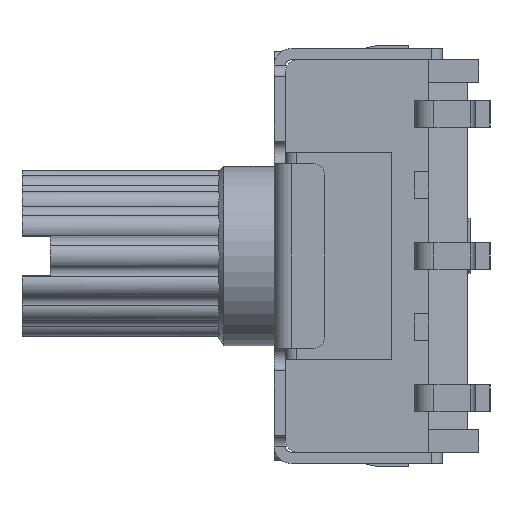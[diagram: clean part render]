
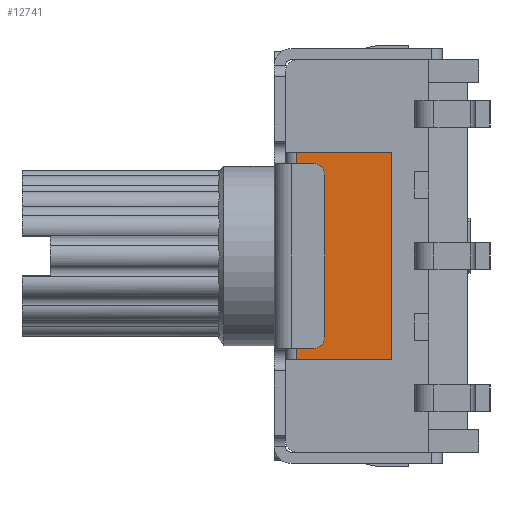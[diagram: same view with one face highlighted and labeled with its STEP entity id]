
A CAD part, left-side view. The second image highlights one B-rep face of the part: STEP entity #12741.
In plain terms, the highlighted planar face has unit normal (-1, 0, 0).
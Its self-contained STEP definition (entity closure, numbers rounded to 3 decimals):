
#148 = DIRECTION ( 'NONE',  ( 0., 0., -1. ) ) ;
#2045 = CARTESIAN_POINT ( 'NONE',  ( -3.5, 3.05, -1.85 ) ) ;
#3358 = DIRECTION ( 'NONE',  ( 1., 0., 0. ) ) ;
#4487 = VERTEX_POINT ( 'NONE', #27873 ) ;
#5965 = AXIS2_PLACEMENT_3D ( 'NONE', #7587, #3358, #37458 ) ;
#7368 = PLANE ( 'NONE',  #5965 ) ;
#7513 = LINE ( 'NONE', #41602, #23548 ) ;
#7587 = CARTESIAN_POINT ( 'NONE',  ( -3.5, 1.35, -1.85 ) ) ;
#9883 = ORIENTED_EDGE ( 'NONE', *, *, #42948, .T. ) ;
#12741 = ADVANCED_FACE ( 'NONE', ( #27335 ), #7368, .F. ) ;
#13420 = VERTEX_POINT ( 'NONE', #31394 ) ;
#14252 = LINE ( 'NONE', #31291, #23699 ) ;
#16837 = ORIENTED_EDGE ( 'NONE', *, *, #42158, .F. ) ;
#16921 = ORIENTED_EDGE ( 'NONE', *, *, #28117, .F. ) ;
#21204 = EDGE_CURVE ( 'NONE', #13420, #25924, #7513, .T. ) ;
#22851 = ORIENTED_EDGE ( 'NONE', *, *, #21204, .T. ) ;
#23548 = VECTOR ( 'NONE', #148, 1000. ) ;
#23699 = VECTOR ( 'NONE', #34885, 1000. ) ;
#25924 = VERTEX_POINT ( 'NONE', #2045 ) ;
#26485 = CARTESIAN_POINT ( 'NONE',  ( -3.5, 1.35, -1.85 ) ) ;
#27335 = FACE_OUTER_BOUND ( 'NONE', #35566, .T. ) ;
#27699 = CARTESIAN_POINT ( 'NONE',  ( -3.5, 1.35, -1.85 ) ) ;
#27873 = CARTESIAN_POINT ( 'NONE',  ( -3.5, 1.35, 1.85 ) ) ;
#28117 = EDGE_CURVE ( 'NONE', #39944, #25924, #32612, .T. ) ;
#31291 = CARTESIAN_POINT ( 'NONE',  ( -3.5, 1.35, 1.85 ) ) ;
#31394 = CARTESIAN_POINT ( 'NONE',  ( -3.5, 3.05, 1.85 ) ) ;
#32612 = LINE ( 'NONE', #35996, #43079 ) ;
#34885 = DIRECTION ( 'NONE',  ( 0., 1., 0. ) ) ;
#35566 = EDGE_LOOP ( 'NONE', ( #9883, #22851, #16921, #16837 ) ) ;
#35996 = CARTESIAN_POINT ( 'NONE',  ( -3.5, 1.35, -1.85 ) ) ;
#36607 = DIRECTION ( 'NONE',  ( 0., 0., -1. ) ) ;
#37458 = DIRECTION ( 'NONE',  ( 0., 0., -1. ) ) ;
#39116 = DIRECTION ( 'NONE',  ( 0., 1., 0. ) ) ;
#39944 = VERTEX_POINT ( 'NONE', #27699 ) ;
#39950 = LINE ( 'NONE', #26485, #43683 ) ;
#41602 = CARTESIAN_POINT ( 'NONE',  ( -3.5, 3.05, -1.85 ) ) ;
#42158 = EDGE_CURVE ( 'NONE', #4487, #39944, #39950, .T. ) ;
#42948 = EDGE_CURVE ( 'NONE', #4487, #13420, #14252, .T. ) ;
#43079 = VECTOR ( 'NONE', #39116, 1000. ) ;
#43683 = VECTOR ( 'NONE', #36607, 1000. ) ;
